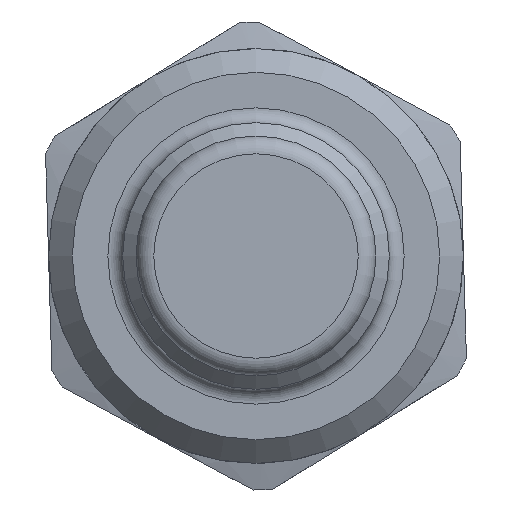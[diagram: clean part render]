
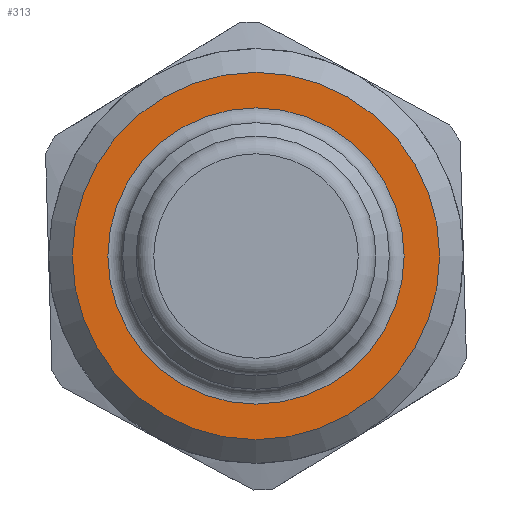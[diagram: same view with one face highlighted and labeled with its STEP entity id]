
A CAD part, left-side view. The second image highlights one B-rep face of the part: STEP entity #313.
In plain terms, the highlighted planar face has unit normal (-1, 0, 0).
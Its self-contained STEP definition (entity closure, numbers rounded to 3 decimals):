
#211=CARTESIAN_POINT('',(14.1,6.2,0.));
#212=VERTEX_POINT('',#211);
#213=CARTESIAN_POINT('',(14.1,0.0,0.0));
#214=DIRECTION('',(1.0,0.0,0.0));
#215=DIRECTION('',(0.0,-1.0,0.0));
#216=AXIS2_PLACEMENT_3D('',#213,#214,#215);
#217=CIRCLE('',#216,6.2);
#218=EDGE_CURVE('',#212,#212,#217,.T.);
#294=CARTESIAN_POINT('',(14.1,5.75,0.0));
#295=DIRECTION('',(-1.0,0.0,0.0));
#296=DIRECTION('',(0.0,0.0,1.0));
#297=AXIS2_PLACEMENT_3D('',#294,#295,#296);
#298=PLANE('',#297);
#299=ORIENTED_EDGE('',*,*,#218,.F.);
#300=EDGE_LOOP('',(#299));
#301=FACE_OUTER_BOUND('',#300,.T.);
#302=CARTESIAN_POINT('',(14.1,5.0,0.));
#303=VERTEX_POINT('',#302);
#304=CARTESIAN_POINT('',(14.1,0.0,0.0));
#305=DIRECTION('',(-1.0,0.0,0.0));
#306=DIRECTION('',(0.0,-1.0,0.0));
#307=AXIS2_PLACEMENT_3D('',#304,#305,#306);
#308=CIRCLE('',#307,5.0);
#309=EDGE_CURVE('',#303,#303,#308,.T.);
#310=ORIENTED_EDGE('',*,*,#309,.F.);
#311=EDGE_LOOP('',(#310));
#312=FACE_BOUND('',#311,.T.);
#313=ADVANCED_FACE('',(#301,#312),#298,.T.);
